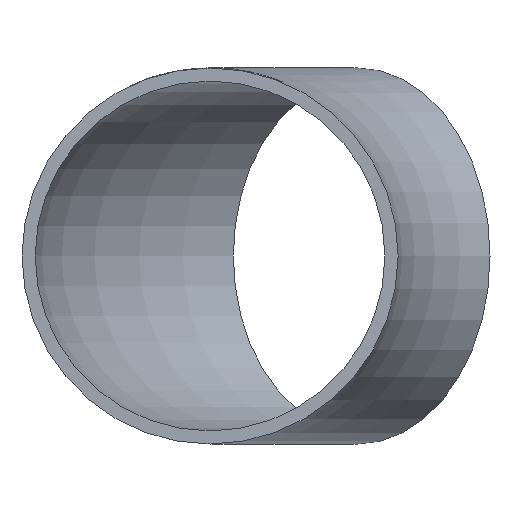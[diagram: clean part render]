
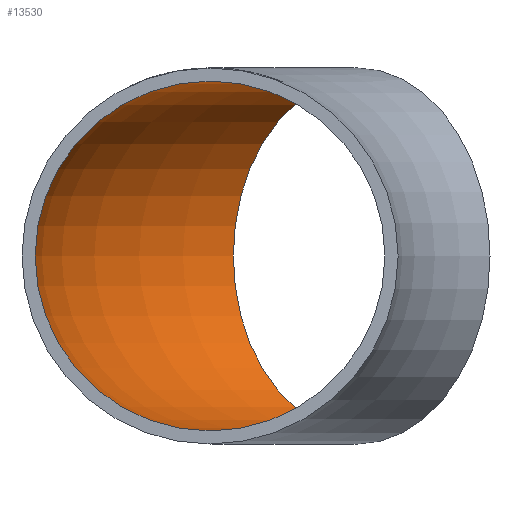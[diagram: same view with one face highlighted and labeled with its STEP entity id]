
A CAD part, front view. The second image highlights one B-rep face of the part: STEP entity #13530.
In plain terms, the highlighted toroidal (fillet/blend) face has major radius 152.5 mm and minor radius 53.15 mm.
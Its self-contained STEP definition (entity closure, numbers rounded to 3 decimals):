
#490 = DIRECTION ( 'NONE',  ( 0., 0., -1. ) ) ;
#561 = DIRECTION ( 'NONE',  ( -1., 0., 0. ) ) ;
#616 = EDGE_CURVE ( 'NONE', #5082, #5082, #3687, .T. ) ;
#621 = CARTESIAN_POINT ( 'NONE',  ( -145.417, 145.417, 0. ) ) ;
#1437 = ORIENTED_EDGE ( 'NONE', *, *, #12562, .T. ) ;
#1446 = VERTEX_POINT ( 'NONE', #621 ) ;
#1919 = EDGE_LOOP ( 'NONE', ( #5859 ) ) ;
#2696 = DIRECTION ( 'NONE',  ( -0.707, 0.707, 0. ) ) ;
#2854 = FACE_OUTER_BOUND ( 'NONE', #10116, .T. ) ;
#2931 = DIRECTION ( 'NONE',  ( 0., 1., 0. ) ) ;
#3455 = AXIS2_PLACEMENT_3D ( 'NONE', #14260, #2931, #10929 ) ;
#3687 = CIRCLE ( 'NONE', #3455, 53.15 ) ;
#3909 = TOROIDAL_SURFACE ( 'NONE', #5762, 152.5, 53.15 ) ;
#3998 = FACE_OUTER_BOUND ( 'NONE', #1919, .T. ) ;
#5082 = VERTEX_POINT ( 'NONE', #11581 ) ;
#5762 = AXIS2_PLACEMENT_3D ( 'NONE', #6126, #490, #561 ) ;
#5859 = ORIENTED_EDGE ( 'NONE', *, *, #616, .F. ) ;
#6126 = CARTESIAN_POINT ( 'NONE',  ( 0., 0., 0. ) ) ;
#7099 = DIRECTION ( 'NONE',  ( 0.707, 0.707, 0. ) ) ;
#8348 = CARTESIAN_POINT ( 'NONE',  ( -107.834, 107.834, 0. ) ) ;
#8376 = CIRCLE ( 'NONE', #11434, 53.15 ) ;
#10116 = EDGE_LOOP ( 'NONE', ( #1437 ) ) ;
#10929 = DIRECTION ( 'NONE',  ( 0., 0., 1. ) ) ;
#11434 = AXIS2_PLACEMENT_3D ( 'NONE', #8348, #7099, #2696 ) ;
#11581 = CARTESIAN_POINT ( 'NONE',  ( -152.5, 0., 53.15 ) ) ;
#12562 = EDGE_CURVE ( 'NONE', #1446, #1446, #8376, .T. ) ;
#13530 = ADVANCED_FACE ( 'NONE', ( #2854, #3998 ), #3909, .F. ) ;
#14260 = CARTESIAN_POINT ( 'NONE',  ( -152.5, 0., 0. ) ) ;
